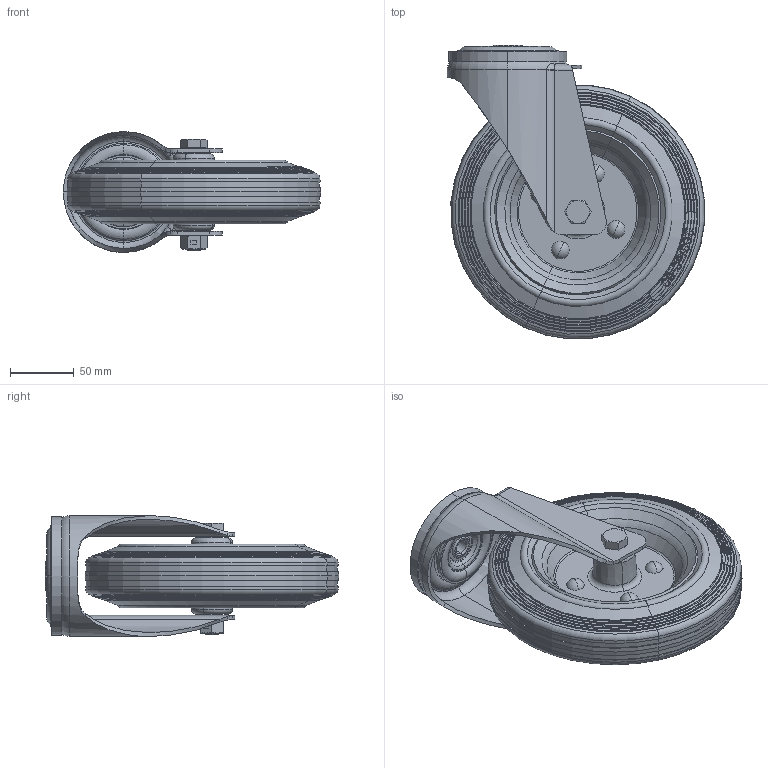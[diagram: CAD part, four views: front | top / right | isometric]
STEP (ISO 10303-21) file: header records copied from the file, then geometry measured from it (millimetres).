
FILE_DESCRIPTION (( 'STEP AP214' ), '1' );
FILE_NAME ('0055988.step', '2023-11-09T14:21:53', ( '' ), ( '' ), 'SwSTEP 2.0', 'SolidWorks 2020', '' );
FILE_SCHEMA (( 'AUTOMOTIVE_DESIGN' ));
Length unit declared in the file: millimetre
Products named in the file (1): 0055988
Bounding box: 202.17 x 230.67 x 95 mm (x, y, z)
Volume: 1075911.4 mm3; surface area: 266297.9 mm2
Topology: 32 solids, 33 shells, 651 faces, 1431 edges, 833 vertices
Faces by surface type: torus 174, cone 159, plane 127, cylinder 86, bspline 81, sphere 24
Entity records: 29399 total; most frequent: CARTESIAN_POINT 8134, DIRECTION 2968, ORIENTED_EDGE 2734, EDGE_CURVE 1367, AXIS2_PLACEMENT_3D 1298, VERTEX_POINT 809, EDGE_LOOP 728, CIRCLE 727
